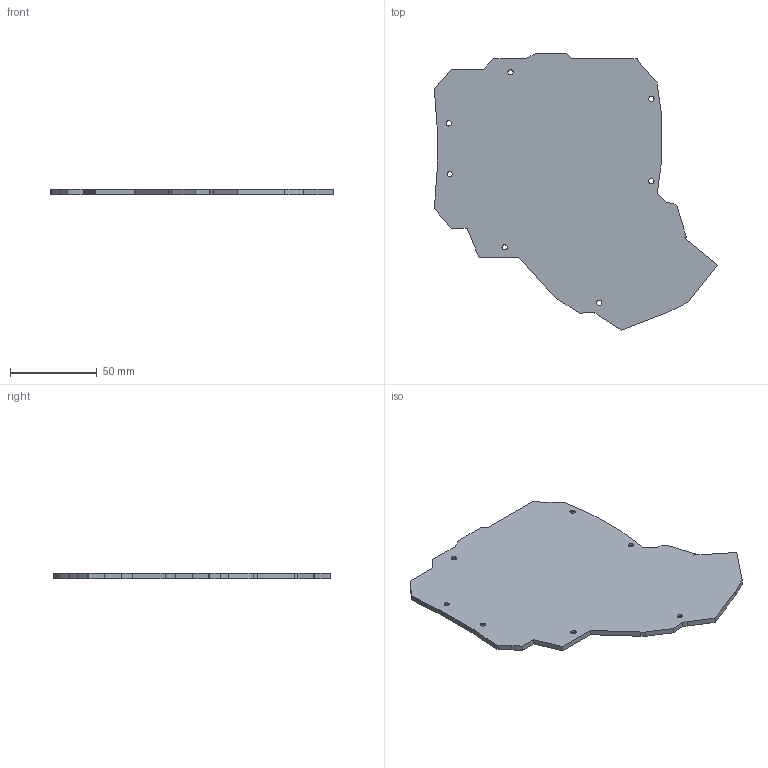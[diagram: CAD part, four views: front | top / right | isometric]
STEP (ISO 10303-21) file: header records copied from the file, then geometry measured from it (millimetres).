
FILE_DESCRIPTION(('Open CASCADE Model'),'2;1');
FILE_NAME('Open CASCADE Shape Model','2025-03-27T13:39:15',('Author'),( 'Open CASCADE'),'Open CASCADE STEP processor 7.7','Open CASCADE 7.7' ,'Unknown');
FILE_SCHEMA(('AUTOMOTIVE_DESIGN { 1 0 10303 214 1 1 1 1 }'));
Length unit declared in the file: millimetre
Products named in the file (1): Open CASCADE STEP translator 7.7 32
Bounding box: 163.22 x 159.52 x 3 mm (x, y, z)
Volume: 52799.1 mm3; surface area: 37087 mm2
Topology: 1 solids, 1 shells, 64 faces, 179 edges, 117 vertices
Faces by surface type: plane 50, cone 7, cylinder 7
Full cylindrical faces by diameter (mm): 3 x7
Entity records: 4435 total; most frequent: CARTESIAN_POINT 803, DIRECTION 674, LINE 502, VECTOR 502, ORIENTED_EDGE 358, PCURVE 358, DEFINITIONAL_REPRESENTATION 358, EDGE_CURVE 179
